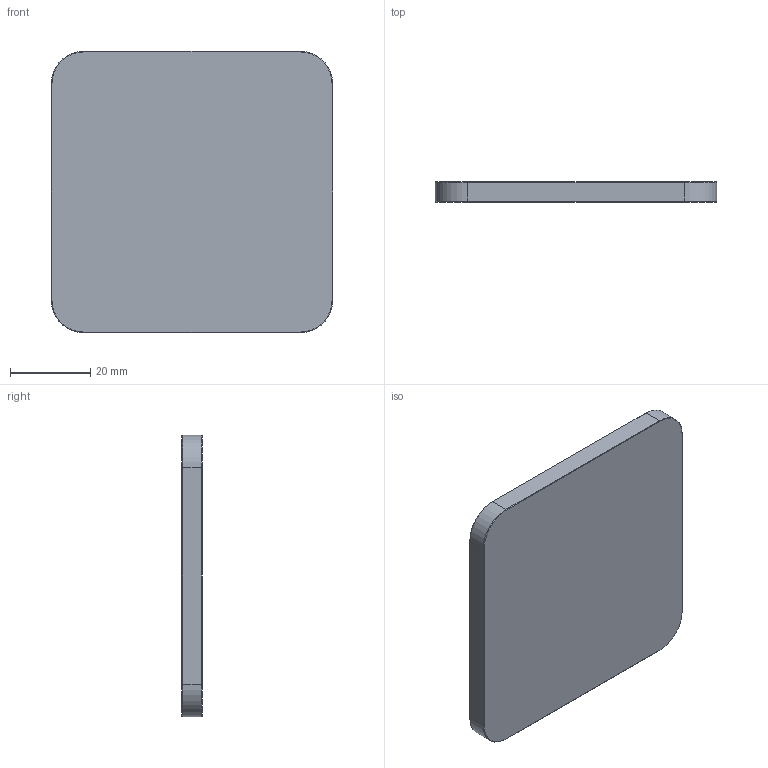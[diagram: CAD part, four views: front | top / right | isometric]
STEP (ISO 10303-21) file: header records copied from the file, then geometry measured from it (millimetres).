
FILE_DESCRIPTION (( 'STEP AP214' ), '1' );
FILE_NAME ('GM-0003-Rev1.0.STEP', '2025-09-24T05:54:44', ( '' ), ( '' ), 'SwSTEP 2.0', 'SolidWorks 2024', '' );
FILE_SCHEMA (( 'AUTOMOTIVE_DESIGN' ));
Length unit declared in the file: millimetre
Products named in the file (1): GM-0003-Rev1.0
Bounding box: 70 x 5 x 70 mm (x, y, z)
Volume: 12888.6 mm3; surface area: 11984.3 mm2
Topology: 1 solids, 1 shells, 88 faces, 186 edges, 110 vertices
Faces by surface type: plane 32, cone 30, cylinder 26
Entity records: 2359 total; most frequent: DIRECTION 446, CARTESIAN_POINT 385, ORIENTED_EDGE 372, EDGE_CURVE 186, AXIS2_PLACEMENT_3D 171, VERTEX_POINT 110, LINE 104, VECTOR 104
